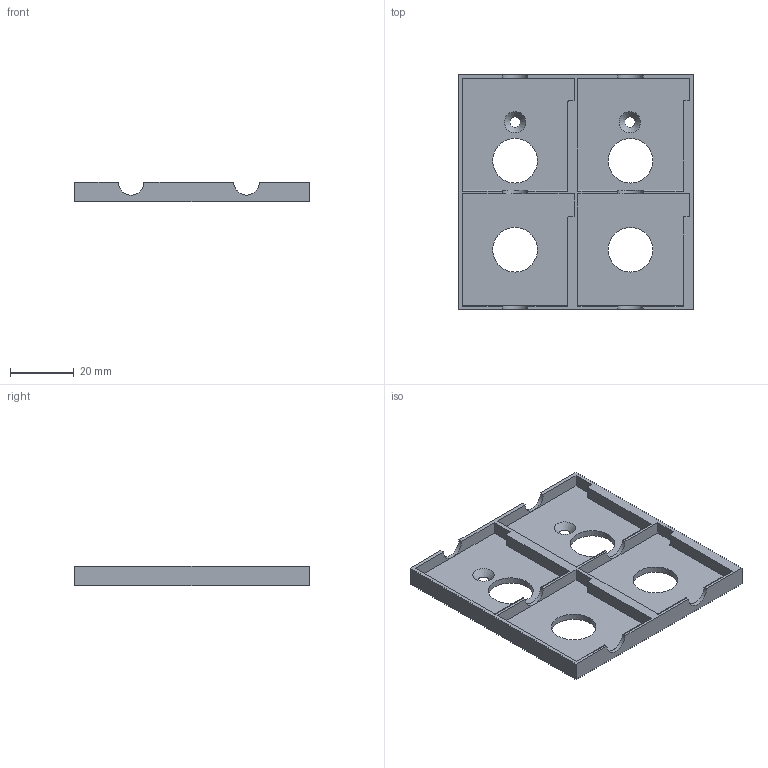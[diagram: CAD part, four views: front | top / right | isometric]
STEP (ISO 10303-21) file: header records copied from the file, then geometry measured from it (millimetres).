
FILE_DESCRIPTION(/* description */ (''),/* implementation_level */ '2;1');
FILE_NAME(/* name */ '3DSCase4 v3.step',/* time_stamp */ '2019-10-15T21:44:16-06:00',/* author */ (''),/* organization */ (''),/* preprocessor_version */ 'ST-DEVELOPER v18',/* originating_system */ 'Autodesk Translation Framework v8.6.0.1094',/* authorisation */ '');
FILE_SCHEMA (('AUTOMOTIVE_DESIGN { 1 0 10303 214 3 1 1 }'));
Length unit declared in the file: millimetre
Products named in the file (1): 3DSCase4
Bounding box: 73.6 x 73.6 x 6 mm (x, y, z)
Volume: 12299.8 mm3; surface area: 13669.1 mm2
Topology: 1 solids, 1 shells, 68 faces, 192 edges, 126 vertices
Faces by surface type: plane 44, cylinder 22, cone 2
Full cylindrical faces by diameter (mm): 14 x4
Entity records: 2295 total; most frequent: CARTESIAN_POINT 443, ORIENTED_EDGE 384, DIRECTION 372, EDGE_CURVE 192, LINE 134, VECTOR 134, VERTEX_POINT 126, AXIS2_PLACEMENT_3D 119
